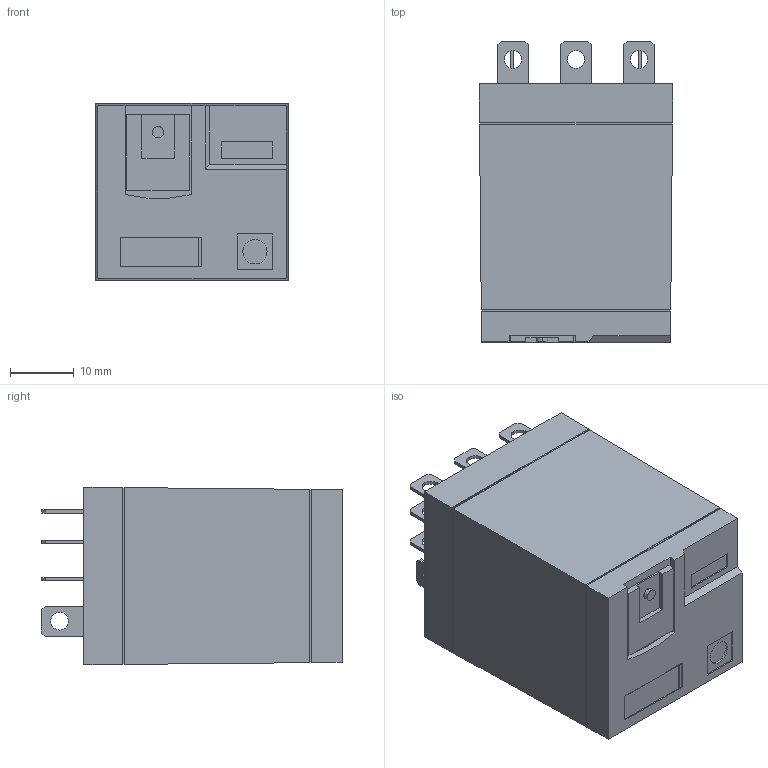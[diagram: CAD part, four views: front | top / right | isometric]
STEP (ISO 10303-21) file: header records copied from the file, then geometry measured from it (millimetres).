
FILE_DESCRIPTION (( 'STEP AP203' ), '1' );
FILE_NAME ('783-3C-24D.step', '2021-03-30T11:36:01', ( '' ), ( '' ), 'SwSTEP 2.0', 'SolidWorks 2021', '' );
FILE_SCHEMA (( 'CONFIG_CONTROL_DESIGN' ));
Length unit declared in the file: inch
Products named in the file (1): 783-3C-24D
Bounding box: 30.48 x 47.24 x 27.94 mm (x, y, z)
Volume: 33647.9 mm3; surface area: 7137.5 mm2
Topology: 1 solids, 1 shells, 164 faces, 423 edges, 282 vertices
Faces by surface type: plane 137, cylinder 27
Entity records: 5064 total; most frequent: CARTESIAN_POINT 870, ORIENTED_EDGE 846, DIRECTION 807, EDGE_CURVE 423, LINE 369, VECTOR 369, VERTEX_POINT 282, AXIS2_PLACEMENT_3D 219
